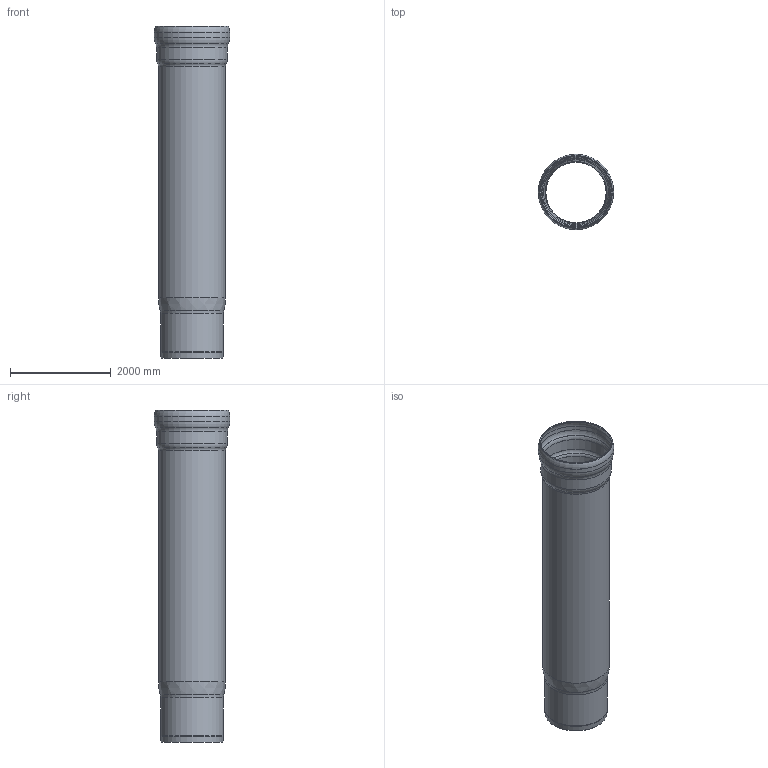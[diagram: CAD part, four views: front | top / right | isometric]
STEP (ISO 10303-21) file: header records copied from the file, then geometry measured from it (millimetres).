
FILE_DESCRIPTION(/* description */ (''),/* implementation_level */ '2;1');
FILE_NAME(/* name */ '21207.125X_3D.stp',/* time_stamp */ '2024-12-12T08:15:27+01:00',/* author */ ('CAD'),/* organization */ (''),/* preprocessor_version */ 'ST-DEVELOPER v20',/* originating_system */ 'AutoCAD Mechanical',/* authorisation */ '');
FILE_SCHEMA (('AUTOMOTIVE_DESIGN { 1 0 10303 214 3 1 1 }'));
Length unit declared in the file: centimetre
Products named in the file (2): Product; *S0
Assembly tree (1 placements, depth 2):
  Product
    *S0
Bounding box: 1500 x 1500 x 6600 mm (x, y, z)
Volume: 410460609.2 mm3; surface area: 54852321.5 mm2
Topology: 1 solids, 1 shells, 30 faces, 80 edges, 50 vertices
Faces by surface type: torus 14, cylinder 8, cone 6, bspline 2
Full cylindrical faces by diameter (mm): 1220 x1, 1250 x1, 1300 x1, 1330 x1, 1380 x1, 1410 x1, 1470 x1, 1500 x1
Entity records: 1061 total; most frequent: CARTESIAN_POINT 215, DIRECTION 208, ORIENTED_EDGE 160, AXIS2_PLACEMENT_3D 97, EDGE_CURVE 80, CIRCLE 66, VERTEX_POINT 50, FACE_OUTER_BOUND 30
